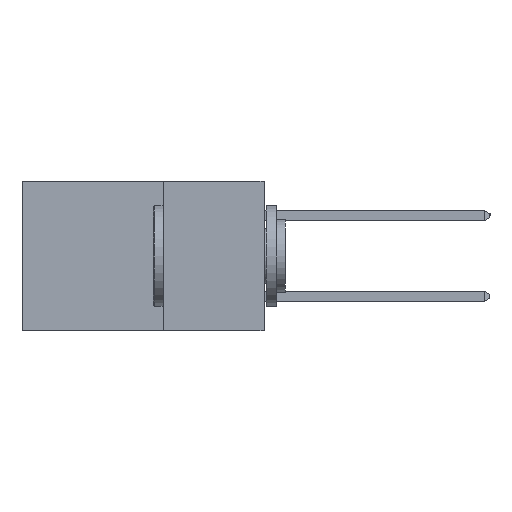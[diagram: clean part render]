
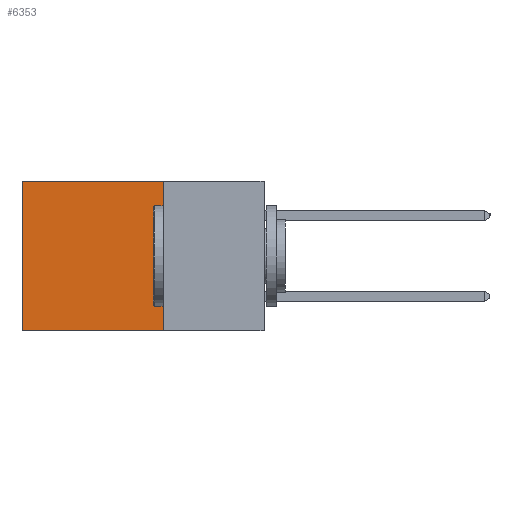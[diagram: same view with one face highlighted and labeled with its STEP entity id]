
A CAD part, left-side view. The second image highlights one B-rep face of the part: STEP entity #6353.
In plain terms, the highlighted planar face has unit normal (-1, 0, 0).
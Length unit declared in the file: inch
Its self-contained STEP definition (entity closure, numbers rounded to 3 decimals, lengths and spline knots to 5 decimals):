
#22 = CARTESIAN_POINT ( 'NONE',  ( 0.2615, 0.6, -0.37 ) ) ;
#406 = VECTOR ( 'NONE', #10431, 39.37008 ) ;
#836 = VECTOR ( 'NONE', #6503, 39.37008 ) ;
#847 = DIRECTION ( 'NONE',  ( 0., 0., -1. ) ) ;
#1042 = ORIENTED_EDGE ( 'NONE', *, *, #10140, .T. ) ;
#1098 = CARTESIAN_POINT ( 'NONE',  ( 0.2615, 0.6, -0.37 ) ) ;
#1157 = CARTESIAN_POINT ( 'NONE',  ( 0.2615, 0.6, 0. ) ) ;
#1631 = ORIENTED_EDGE ( 'NONE', *, *, #3875, .F. ) ;
#1860 = CARTESIAN_POINT ( 'NONE',  ( 0.2615, 0.25, -0.37 ) ) ;
#2906 = EDGE_CURVE ( 'NONE', #9754, #9772, #10189, .T. ) ;
#3276 = PLANE ( 'NONE',  #11205 ) ;
#3403 = EDGE_CURVE ( 'NONE', #9754, #3799, #6138, .T. ) ;
#3799 = VERTEX_POINT ( 'NONE', #4811 ) ;
#3875 = EDGE_CURVE ( 'NONE', #3799, #7166, #4176, .T. ) ;
#4176 = LINE ( 'NONE', #8645, #406 ) ;
#4332 = VECTOR ( 'NONE', #7070, 39.37008 ) ;
#4811 = CARTESIAN_POINT ( 'NONE',  ( 0.2615, 0.25, -0.37 ) ) ;
#4978 = DIRECTION ( 'NONE',  ( 0., 0., -1. ) ) ;
#6138 = LINE ( 'NONE', #1860, #6866 ) ;
#6353 = ADVANCED_FACE ( 'NONE', ( #6519 ), #3276, .F. ) ;
#6503 = DIRECTION ( 'NONE',  ( 0., 1., 0. ) ) ;
#6519 = FACE_OUTER_BOUND ( 'NONE', #8024, .T. ) ;
#6837 = ORIENTED_EDGE ( 'NONE', *, *, #3403, .F. ) ;
#6866 = VECTOR ( 'NONE', #847, 39.37008 ) ;
#7070 = DIRECTION ( 'NONE',  ( 0., 0., -1. ) ) ;
#7113 = ORIENTED_EDGE ( 'NONE', *, *, #2906, .T. ) ;
#7166 = VERTEX_POINT ( 'NONE', #1098 ) ;
#7819 = LINE ( 'NONE', #22, #4332 ) ;
#8024 = EDGE_LOOP ( 'NONE', ( #1042, #1631, #6837, #7113 ) ) ;
#8645 = CARTESIAN_POINT ( 'NONE',  ( 0.2615, 0.25, -0.37 ) ) ;
#9742 = CARTESIAN_POINT ( 'NONE',  ( 0.2615, 0.25, 0. ) ) ;
#9754 = VERTEX_POINT ( 'NONE', #9742 ) ;
#9772 = VERTEX_POINT ( 'NONE', #1157 ) ;
#10136 = CARTESIAN_POINT ( 'NONE',  ( 0.2615, 0.25, 0. ) ) ;
#10140 = EDGE_CURVE ( 'NONE', #9772, #7166, #7819, .T. ) ;
#10189 = LINE ( 'NONE', #10136, #836 ) ;
#10263 = DIRECTION ( 'NONE',  ( 1., 0., 0. ) ) ;
#10431 = DIRECTION ( 'NONE',  ( 0., 1., 0. ) ) ;
#10988 = CARTESIAN_POINT ( 'NONE',  ( 0.2615, 0.25, -0.37 ) ) ;
#11205 = AXIS2_PLACEMENT_3D ( 'NONE', #10988, #10263, #4978 ) ;
